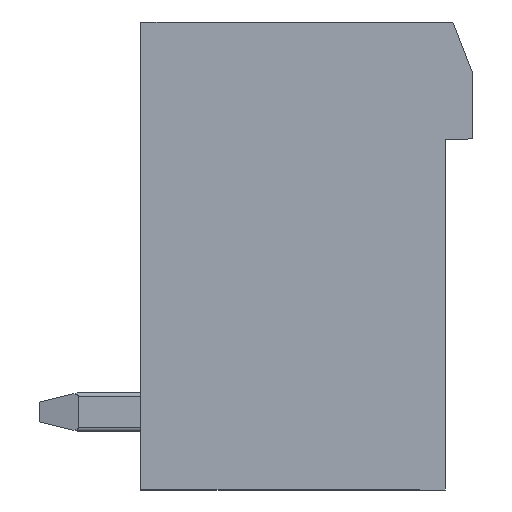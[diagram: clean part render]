
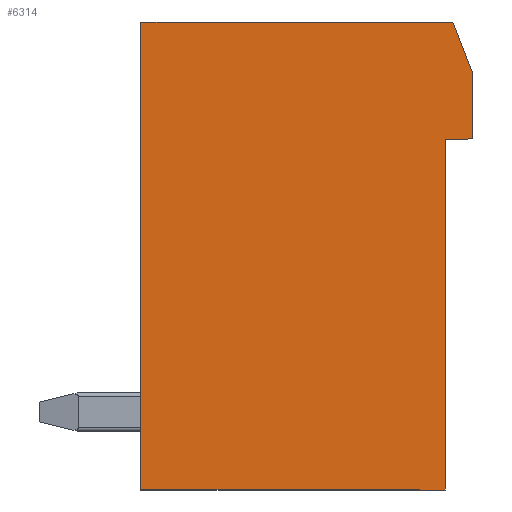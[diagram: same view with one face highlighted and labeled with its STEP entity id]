
A CAD part, left-side view. The second image highlights one B-rep face of the part: STEP entity #6314.
In plain terms, the highlighted planar face has unit normal (-1, 0, 0).
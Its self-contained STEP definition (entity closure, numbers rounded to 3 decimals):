
#1919=ORIENTED_EDGE('',*,*,#2393,.T.);
#1920=ORIENTED_EDGE('',*,*,#2433,.T.);
#1921=ORIENTED_EDGE('',*,*,#2450,.T.);
#1922=ORIENTED_EDGE('',*,*,#2097,.T.);
#1923=ORIENTED_EDGE('',*,*,#2463,.T.);
#1924=ORIENTED_EDGE('',*,*,#2460,.T.);
#1925=ORIENTED_EDGE('',*,*,#2459,.T.);
#2097=EDGE_CURVE('',#2988,#2987,#3558,.T.);
#2393=EDGE_CURVE('',#3239,#3241,#3816,.T.);
#2433=EDGE_CURVE('',#3241,#3265,#3851,.T.);
#2450=EDGE_CURVE('',#3265,#2988,#3868,.T.);
#2459=EDGE_CURVE('',#3277,#3239,#3877,.T.);
#2460=EDGE_CURVE('',#3278,#3277,#3878,.T.);
#2463=EDGE_CURVE('',#2987,#3278,#3881,.T.);
#2987=VERTEX_POINT('',#8554);
#2988=VERTEX_POINT('',#8556);
#3239=VERTEX_POINT('',#9170);
#3241=VERTEX_POINT('',#9174);
#3265=VERTEX_POINT('',#9244);
#3277=VERTEX_POINT('',#9278);
#3278=VERTEX_POINT('',#9288);
#3558=LINE('',#8555,#4266);
#3816=LINE('',#9175,#4524);
#3851=LINE('',#9245,#4559);
#3868=LINE('',#9273,#4576);
#3877=LINE('',#9285,#4585);
#3878=LINE('',#9287,#4586);
#3881=LINE('',#9293,#4589);
#4266=VECTOR('',#6869,1000.);
#4524=VECTOR('',#7279,1000.);
#4559=VECTOR('',#7336,1000.);
#4576=VECTOR('',#7355,1000.);
#4585=VECTOR('',#7366,1000.);
#4586=VECTOR('',#7369,1000.);
#4589=VECTOR('',#7374,1000.);
#5319=EDGE_LOOP('',(#1919,#1920,#1921,#1922,#1923,#1924,#1925));
#5702=FACE_BOUND('',#5319,.T.);
#5980=PLANE('',#6789);
#6314=ADVANCED_FACE('',(#5702),#5980,.T.);
#6789=AXIS2_PLACEMENT_3D('',#10344,#8355,#8356);
#6869=DIRECTION('',(0.,-1.,0.));
#7279=DIRECTION('',(0.,0.359,0.933));
#7336=DIRECTION('',(0.,1.,0.));
#7355=DIRECTION('',(0.,0.,-1.));
#7366=DIRECTION('',(0.,0.,1.));
#7369=DIRECTION('',(0.,-1.,0.));
#7374=DIRECTION('',(0.,0.,1.));
#8355=DIRECTION('',(-1.,0.,0.));
#8356=DIRECTION('',(0.,0.,1.));
#8554=CARTESIAN_POINT('',(-13.2,0.7,-6.));
#8555=CARTESIAN_POINT('',(-13.2,8.5,-6.));
#8556=CARTESIAN_POINT('',(-13.2,8.5,-6.));
#9170=CARTESIAN_POINT('',(-13.2,0.,4.7));
#9174=CARTESIAN_POINT('',(-13.2,0.5,6.));
#9175=CARTESIAN_POINT('',(-13.2,0.,4.7));
#9244=CARTESIAN_POINT('',(-13.2,8.5,6.));
#9245=CARTESIAN_POINT('',(-13.2,0.5,6.));
#9273=CARTESIAN_POINT('',(-13.2,8.5,6.));
#9278=CARTESIAN_POINT('',(-13.2,0.,3.));
#9285=CARTESIAN_POINT('',(-13.2,0.,3.));
#9287=CARTESIAN_POINT('',(-13.2,0.7,3.));
#9288=CARTESIAN_POINT('',(-13.2,0.7,3.));
#9293=CARTESIAN_POINT('',(-13.2,0.7,-6.));
#10344=CARTESIAN_POINT('',(-13.2,0.,0.));
